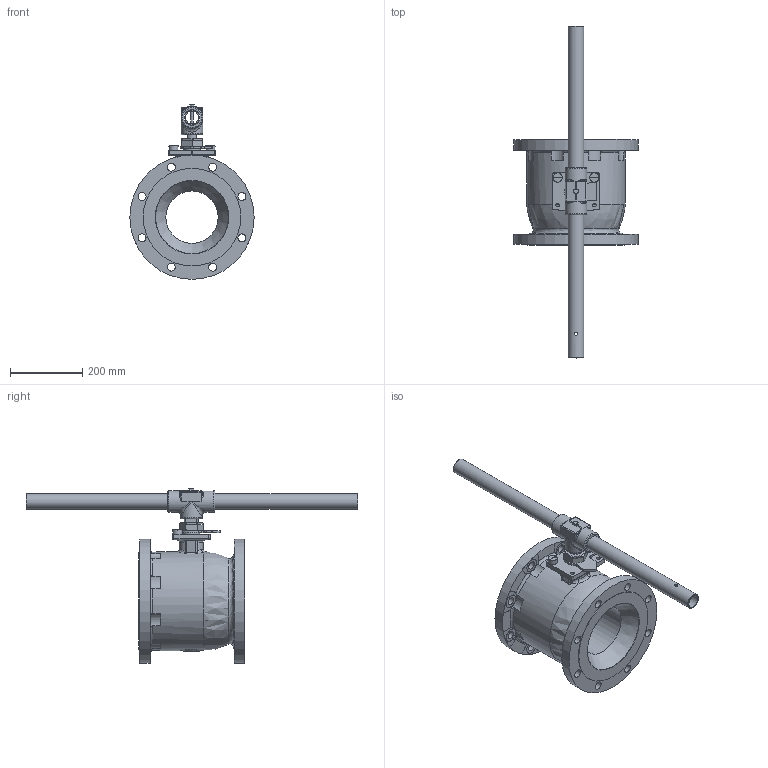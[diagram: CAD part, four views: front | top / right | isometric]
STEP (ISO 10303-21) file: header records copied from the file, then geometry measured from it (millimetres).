
FILE_DESCRIPTION((''),'2;1');
FILE_NAME('GA-F51-80-CL150-W-A-1.stp','2011-05-16T13:29:13',('jaday'),(''),'Autodesk Inventor 2009','Autodesk Inventor 2009','');
FILE_SCHEMA(('AUTOMOTIVE_DESIGN { 1 0 10303 214 1 1 1 1 }'));
Length unit declared in the file: millimetre
Products named in the file (9): GA-F51-80-CL150-W-A-1; GA-B05180-50100-A-1; GA-F51-60-STEM-BUILD-A-1; GA-51-60-041-A-1; GA-44-60-061-A-1; GA-51-60-031-A-1; GA-51-60-014-A-1; B00060-01026-A-1; M08-8-060-110-A-1
Assembly tree (9 placements, depth 2):
  GA-F51-80-CL150-W-A-1
    GA-B05180-50100-A-1
    GA-F51-60-STEM-BUILD-A-1
    GA-51-60-041-A-1
    GA-44-60-061-A-1
    GA-51-60-031-A-1  x2
    GA-51-60-014-A-1
    B00060-01026-A-1
    M08-8-060-110-A-1
Bounding box: 343 x 916 x 481.93 mm (x, y, z)
Volume: 14073105.7 mm3; surface area: 1000500.5 mm2
Topology: 9 solids, 9 shells, 370 faces, 908 edges, 559 vertices
Faces by surface type: plane 135, cylinder 131, bspline 64, cone 30, sphere 7, torus 3
Full cylindrical faces by diameter (mm): 8 x1, 9 x5, 9.325 x2, 12 x2, 22 x16, 25.36 x2, 35.5 x1, 38.1 x8, 42.5 x1, 43.5 x1, 46.8 x1, 46.89 x1, 60 x3, 144.475 x1, 269.4 x2, 272.26 x1, 343 x2
Entity records: 18128 total; most frequent: CARTESIAN_POINT 10067, DIRECTION 1583, ORIENTED_EDGE 1566, EDGE_CURVE 783, AXIS2_PLACEMENT_3D 661, VERTEX_POINT 527, EDGE_LOOP 510, FACE_OUTER_BOUND 359
